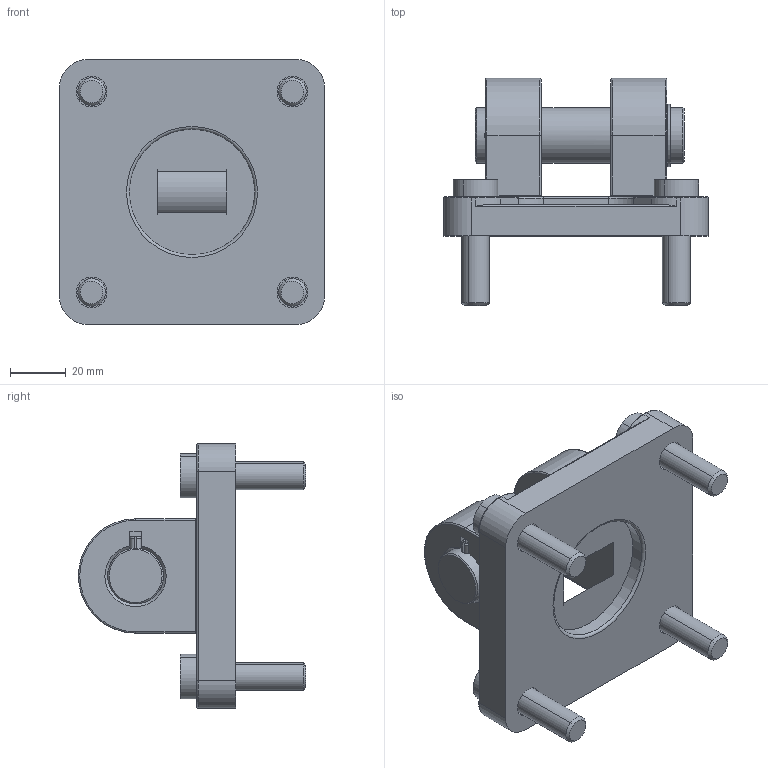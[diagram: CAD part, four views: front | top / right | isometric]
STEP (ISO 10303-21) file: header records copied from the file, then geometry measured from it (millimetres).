
FILE_DESCRIPTION(('HOOPS Exchange Step'),'2;1');
FILE_NAME('export-F5D57C09-50AD-4D2A-92DC-D98AC1202BDF.stp','2021-09-30T16:35:35+02:00',('User'),('Alibre'),'HOOPS Exchange 2020.1','Alibre','Unknown authorisation');
FILE_SCHEMA( ('AP242_MANAGED_MODEL_BASED_3D_ENGINEERING_MIM_LF {1 0 10303 442 1 1 4 }') );
Length unit declared in the file: millimetre
Products named in the file (5): 5564-1 Hinge frame; 5564-2 hinge shaft; 5564-3 Circlip; 5219 DIN 912 metric bolts M10x35; 5564 Z40W0950802003SP Female Hinge - Model B 080 - for Rod-Eye GA-M M20x1.5
Assembly tree (7 placements, depth 2):
  5564 Z40W0950802003SP Female Hinge - Model B 080 - for Rod-Eye GA-M M20x1.5
    5564-1 Hinge frame
    5564-2 hinge shaft
    5564-3 Circlip
    5219 DIN 912 metric bolts M10x35  x4
Bounding box: 95 x 81.5 x 95 mm (x, y, z)
Volume: 188221.1 mm3; surface area: 49546 mm2
Topology: 7 solids, 7 shells, 240 faces, 593 edges, 372 vertices
Faces by surface type: cylinder 101, plane 87, cone 27, torus 21, bspline 4
Full cylindrical faces by diameter (mm): 1.8 x2, 4.4 x1, 11 x4, 18 x4, 19 x1, 20 x4, 45 x1
Entity records: 7158 total; most frequent: CARTESIAN_POINT 2411, DIRECTION 1057, ORIENTED_EDGE 914, EDGE_CURVE 457, AXIS2_PLACEMENT_3D 423, VERTEX_POINT 294, CIRCLE 219, EDGE_LOOP 213
